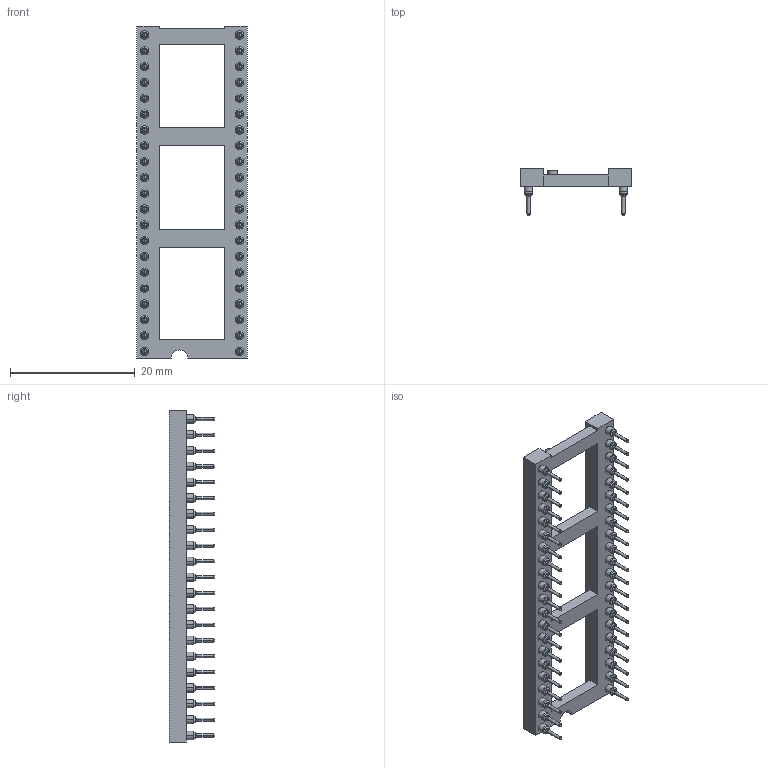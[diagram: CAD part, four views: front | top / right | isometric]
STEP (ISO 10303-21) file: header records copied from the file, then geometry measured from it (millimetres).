
FILE_DESCRIPTION(('STEP AP203'),'1');
FILE_NAME('110-87-642-41-001101.stp','2025-02-23T07:01:34',('TraceParts'),('TraceParts S.A.'),'Spatial InterOp 3D',' ',' ');
FILE_SCHEMA(('CONFIG_CONTROL_DESIGN'));
Length unit declared in the file: millimetre
Products named in the file (1): 1
Bounding box: 17.7 x 7.37 x 53.3 mm (x, y, z)
Volume: 1266.8 mm3; surface area: 2928.6 mm2
Topology: 1 solids, 1 shells, 1675 faces, 3706 edges, 2074 vertices
Faces by surface type: cone 840, cylinder 425, torus 252, plane 158
Entity records: 44990 total; most frequent: DIRECTION 9084, CARTESIAN_POINT 7288, ORIENTED_EDGE 7076, AXIS2_PLACEMENT_3D 3870, EDGE_CURVE 3538, CIRCLE 2194, VERTEX_POINT 2074, EDGE_LOOP 1890
